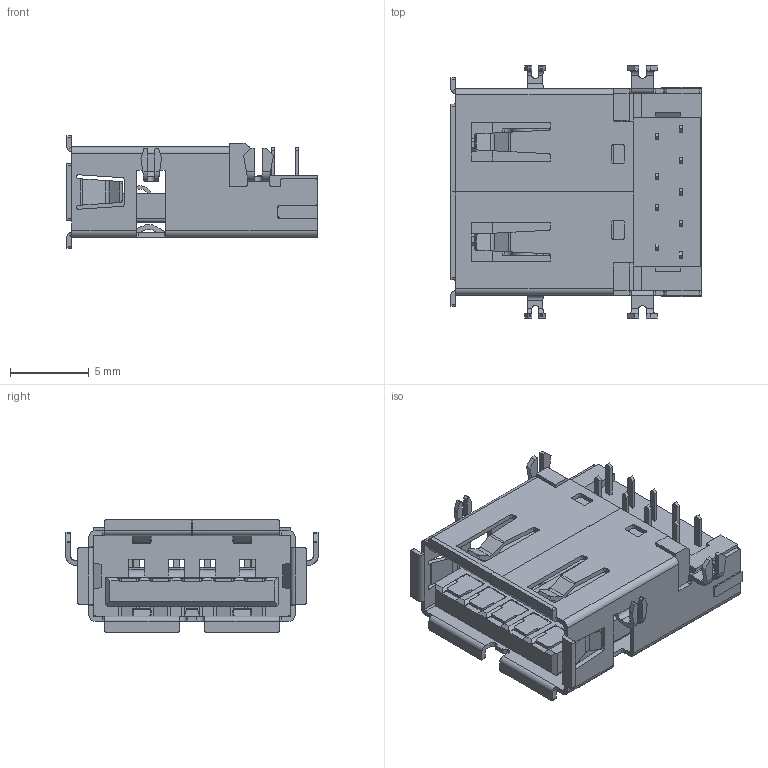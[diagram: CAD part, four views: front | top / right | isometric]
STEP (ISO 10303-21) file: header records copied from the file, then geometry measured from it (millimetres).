
FILE_DESCRIPTION( ( 'Unknown' ), '1' );
FILE_NAME( '692121230100.stp', 'Unknown', ( 'Unknown' ), ( 'Unknown' ), 'PSStep 17.0.49', 'Unknown', ' ' );
FILE_SCHEMA( ( 'AUTOMOTIVE_DESIGN { 1 0 10303 214 1 1 1 1 }' ) );
Length unit declared in the file: millimetre
Products named in the file (6): Assem1; pin2; pin; Housing1; Housing2; Shielding
Assembly tree (12 placements, depth 2):
  Assem1
    pin2  x4
    pin  x5
    Housing1
    Housing2
    Shielding
Bounding box: 15.87 x 16 x 7.12 mm (x, y, z)
Volume: 461.2 mm3; surface area: 2232.4 mm2
Topology: 12 solids, 12 shells, 1163 faces, 3360 edges, 2191 vertices
Faces by surface type: plane 854, cylinder 302, bspline 7
Entity records: 36648 total; most frequent: CARTESIAN_POINT 5527, ORIENTED_EDGE 5206, DIRECTION 4810, EDGE_CURVE 2603, LINE 2102, VECTOR 2102, VERTEX_POINT 1705, AXIS2_PLACEMENT_3D 1354
